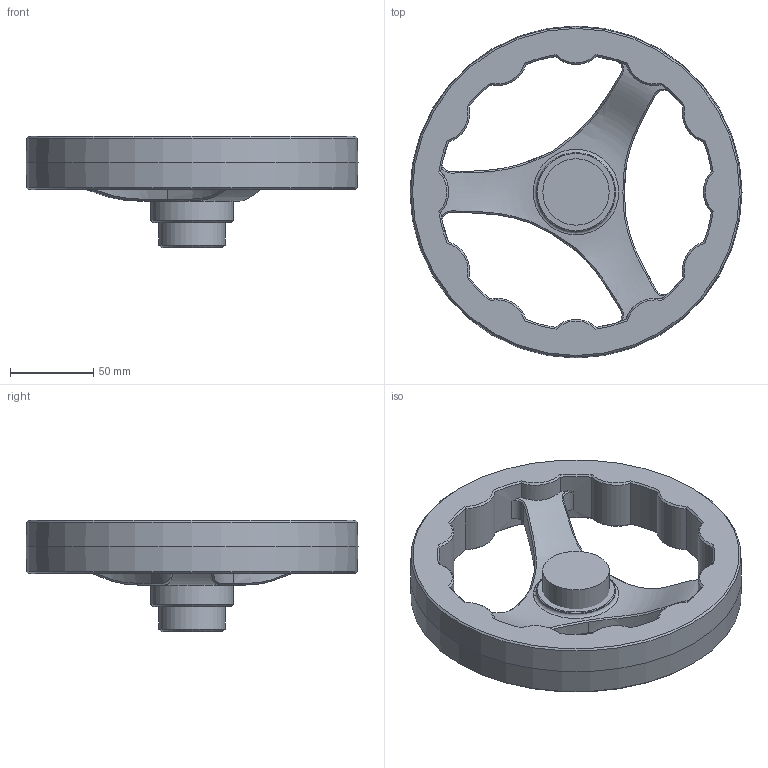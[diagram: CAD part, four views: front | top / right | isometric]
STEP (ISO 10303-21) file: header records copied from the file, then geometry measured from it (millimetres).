
FILE_DESCRIPTION( ( 'Unknown' ), '1' );
FILE_NAME( '6359020._V3RA200asm.stp', 'Unknown', ( 'Unknown' ), ( 'Unknown' ), 'XStep 1.0', 'Unknown', ' ' );
FILE_SCHEMA( ( 'CONFIG_CONTROL_DESIGN' ) );
Length unit declared in the file: millimetre
Products named in the file (3): Assem1; 1831151; 6359020
Bounding box: 200 x 200 x 67 mm (x, y, z)
Volume: 779017.4 mm3; surface area: 236681.6 mm2
Topology: 4 solids, 4 shells, 408 faces, 1050 edges, 648 vertices
Faces by surface type: plane 126, cone 116, cylinder 92, bspline 48, extrusion 12, torus 8, revolution 6
Full cylindrical faces by diameter (mm): 6 x2, 35 x2, 40 x6, 42 x4, 47.5 x2, 50 x2, 175.4 x2, 188.6 x2
Entity records: 8695 total; most frequent: CARTESIAN_POINT 3957, ORIENTED_EDGE 970, DIRECTION 915, EDGE_CURVE 485, AXIS2_PLACEMENT_3D 374, VERTEX_POINT 313, EDGE_LOOP 237, FACE_OUTER_BOUND 220
